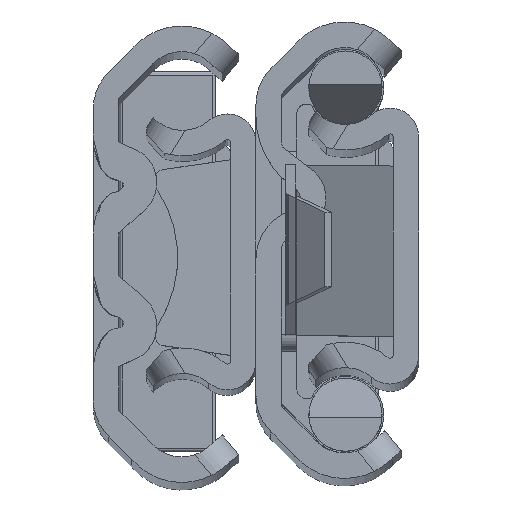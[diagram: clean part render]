
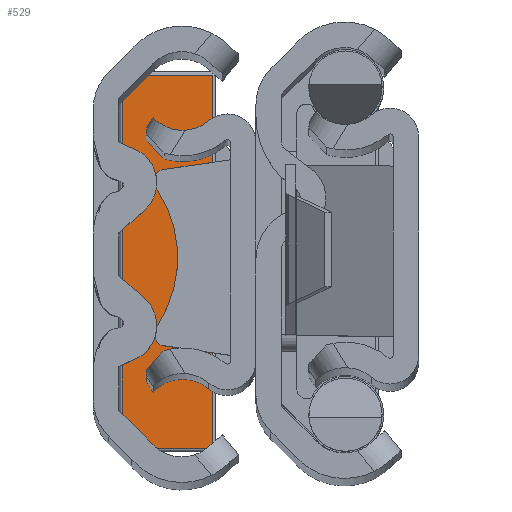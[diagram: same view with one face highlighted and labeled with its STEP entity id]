
A CAD part, top view. The second image highlights one B-rep face of the part: STEP entity #529.
In plain terms, the highlighted planar face has unit normal (0, 0, 1).
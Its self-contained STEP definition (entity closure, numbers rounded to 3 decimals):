
#322 = DIRECTION ( 'NONE',  ( -1., 0., 0. ) ) ;
#529 = ADVANCED_FACE ( 'NONE', ( #10092 ), #5832, .F. ) ;
#824 = VERTEX_POINT ( 'NONE', #1050 ) ;
#1050 = CARTESIAN_POINT ( 'NONE',  ( 10.95, 0.2, 3.25 ) ) ;
#1559 = CARTESIAN_POINT ( 'NONE',  ( -11.15, 0.2, 3.25 ) ) ;
#1581 = EDGE_LOOP ( 'NONE', ( #10276, #9883, #11404, #5159 ) ) ;
#2153 = CARTESIAN_POINT ( 'NONE',  ( 10.95, 5.5, 3.25 ) ) ;
#2303 = LINE ( 'NONE', #5582, #4208 ) ;
#2456 = VECTOR ( 'NONE', #7724, 1000. ) ;
#2791 = LINE ( 'NONE', #8078, #9519 ) ;
#3384 = LINE ( 'NONE', #7576, #13433 ) ;
#3847 = CARTESIAN_POINT ( 'NONE',  ( -11.15, 5.7, 3.25 ) ) ;
#4208 = VECTOR ( 'NONE', #322, 1000. ) ;
#5159 = ORIENTED_EDGE ( 'NONE', *, *, #11657, .T. ) ;
#5582 = CARTESIAN_POINT ( 'NONE',  ( -11.15, 5.5, 3.25 ) ) ;
#5832 = PLANE ( 'NONE',  #8708 ) ;
#6151 = VERTEX_POINT ( 'NONE', #12845 ) ;
#7576 = CARTESIAN_POINT ( 'NONE',  ( 10.95, 5.7, 3.25 ) ) ;
#7724 = DIRECTION ( 'NONE',  ( 1., 0., 0. ) ) ;
#7905 = DIRECTION ( 'NONE',  ( 0., 0., -1. ) ) ;
#8078 = CARTESIAN_POINT ( 'NONE',  ( -10.95, 5.7, 3.25 ) ) ;
#8673 = DIRECTION ( 'NONE',  ( 0., 1., 0. ) ) ;
#8708 = AXIS2_PLACEMENT_3D ( 'NONE', #3847, #7905, #8799 ) ;
#8799 = DIRECTION ( 'NONE',  ( -1., 0., 0. ) ) ;
#8957 = LINE ( 'NONE', #1559, #2456 ) ;
#9154 = EDGE_CURVE ( 'NONE', #9507, #824, #8957, .T. ) ;
#9507 = VERTEX_POINT ( 'NONE', #10931 ) ;
#9519 = VECTOR ( 'NONE', #12264, 1000. ) ;
#9883 = ORIENTED_EDGE ( 'NONE', *, *, #12401, .T. ) ;
#10092 = FACE_OUTER_BOUND ( 'NONE', #1581, .T. ) ;
#10142 = EDGE_CURVE ( 'NONE', #10443, #6151, #2303, .T. ) ;
#10276 = ORIENTED_EDGE ( 'NONE', *, *, #10142, .T. ) ;
#10443 = VERTEX_POINT ( 'NONE', #2153 ) ;
#10931 = CARTESIAN_POINT ( 'NONE',  ( -10.95, 0.2, 3.25 ) ) ;
#11404 = ORIENTED_EDGE ( 'NONE', *, *, #9154, .T. ) ;
#11657 = EDGE_CURVE ( 'NONE', #824, #10443, #3384, .T. ) ;
#12264 = DIRECTION ( 'NONE',  ( 0., -1., 0. ) ) ;
#12401 = EDGE_CURVE ( 'NONE', #6151, #9507, #2791, .T. ) ;
#12845 = CARTESIAN_POINT ( 'NONE',  ( -10.95, 5.5, 3.25 ) ) ;
#13433 = VECTOR ( 'NONE', #8673, 1000. ) ;
